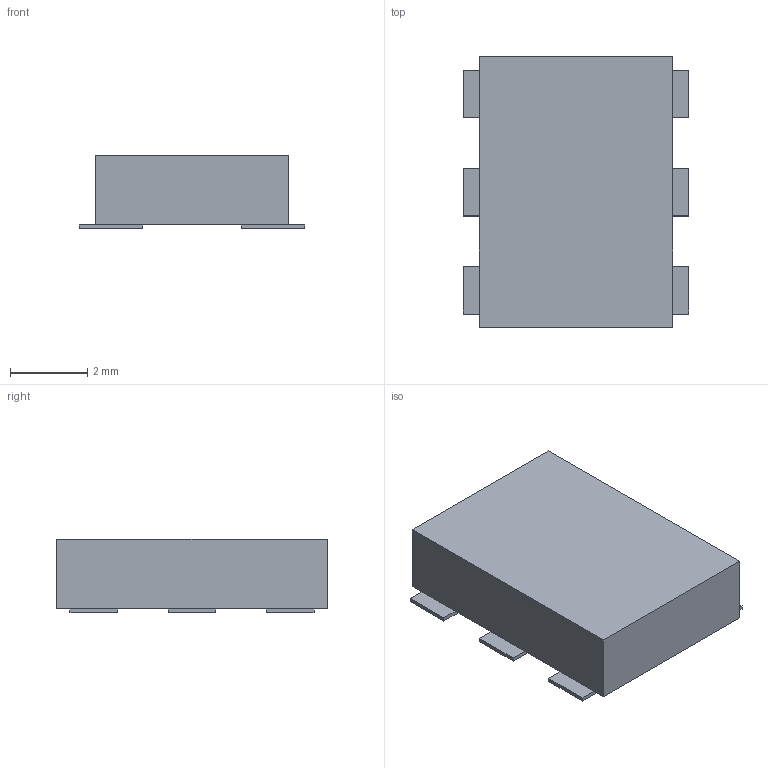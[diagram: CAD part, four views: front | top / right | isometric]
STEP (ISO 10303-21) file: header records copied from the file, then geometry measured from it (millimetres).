
FILE_DESCRIPTION(('FreeCAD Model'),'2;1');
FILE_NAME('15459540.1.1.stp','2022-10-07T04:25:26',( 'Author'),(''),'Open CASCADE STEP processor 6.9','FreeCAD','Unknown' );
FILE_SCHEMA(('AUTOMOTIVE_DESIGN { 1 0 10303 214 1 1 1 1 }'));
Length unit declared in the file: millimetre
Products named in the file (3): ASSEMBLY; Body; Pins
Assembly tree (2 placements, depth 2):
  ASSEMBLY
    Body
    Pins
Bounding box: 5.84 x 7 x 1.9 mm (x, y, z)
Volume: 64.2 mm3; surface area: 141.1 mm2
Topology: 7 solids, 7 shells, 42 faces, 84 edges, 56 vertices
Faces by surface type: plane 42
Entity records: 2261 total; most frequent: CARTESIAN_POINT 353, DIRECTION 342, LINE 252, VECTOR 252, ORIENTED_EDGE 168, PCURVE 168, DEFINITIONAL_REPRESENTATION 168, EDGE_CURVE 84
